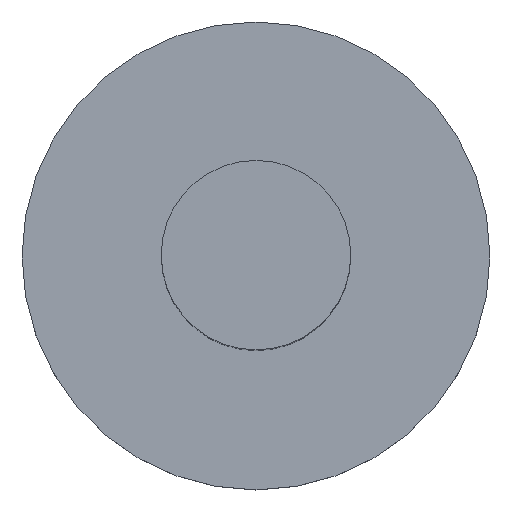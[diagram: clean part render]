
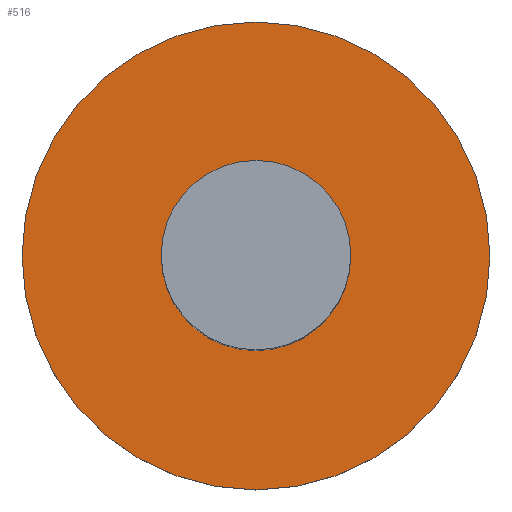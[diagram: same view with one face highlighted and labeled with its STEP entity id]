
A CAD part, top view. The second image highlights one B-rep face of the part: STEP entity #516.
In plain terms, the highlighted planar face has unit normal (0, 0, 1).
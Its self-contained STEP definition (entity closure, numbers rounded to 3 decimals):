
#18=FACE_BOUND('',#93,.T.);
#56=FACE_OUTER_BOUND('',#92,.T.);
#92=EDGE_LOOP('',(#449));
#93=EDGE_LOOP('',(#450));
#208=CIRCLE('',#585,3.);
#209=CIRCLE('',#587,1.215);
#246=VERTEX_POINT('',#887);
#247=VERTEX_POINT('',#891);
#313=EDGE_CURVE('',#246,#246,#208,.T.);
#315=EDGE_CURVE('',#247,#247,#209,.F.);
#449=ORIENTED_EDGE('',*,*,#313,.T.);
#450=ORIENTED_EDGE('',*,*,#315,.F.);
#482=PLANE('',#586);
#516=ADVANCED_FACE('',(#56,#18),#482,.T.);
#585=AXIS2_PLACEMENT_3D('',#888,#741,#742);
#586=AXIS2_PLACEMENT_3D('',#890,#744,#745);
#587=AXIS2_PLACEMENT_3D('',#892,#746,#747);
#741=DIRECTION('center_axis',(0.,0.,1.));
#742=DIRECTION('ref_axis',(1.,0.,0.));
#744=DIRECTION('center_axis',(0.,0.,1.));
#745=DIRECTION('ref_axis',(1.,0.,0.));
#746=DIRECTION('center_axis',(0.,0.,-1.));
#747=DIRECTION('ref_axis',(1.,0.,0.));
#887=CARTESIAN_POINT('',(-3.,0.,-6.));
#888=CARTESIAN_POINT('Origin',(0.,0.,-6.));
#890=CARTESIAN_POINT('Origin',(1.245,0.,-6.));
#891=CARTESIAN_POINT('',(-1.215,0.,-6.));
#892=CARTESIAN_POINT('Origin',(0.,0.,-6.));
